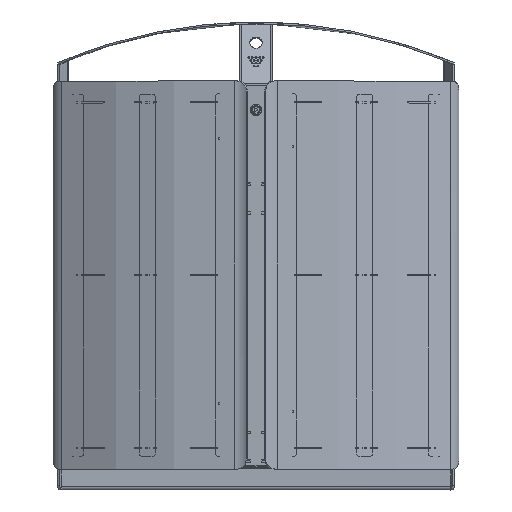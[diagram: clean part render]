
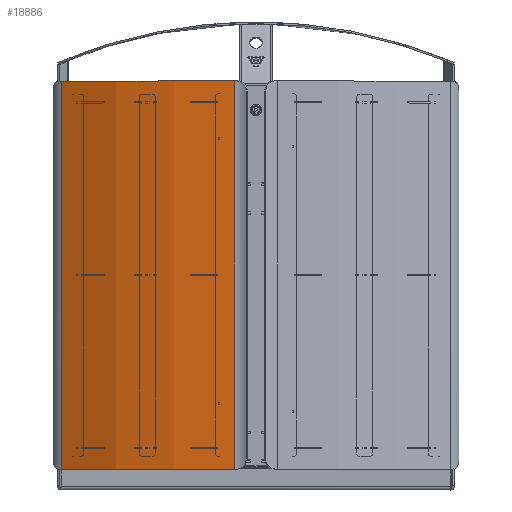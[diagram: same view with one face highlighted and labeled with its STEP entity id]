
A CAD part, top view. The second image highlights one B-rep face of the part: STEP entity #18886.
In plain terms, the highlighted cylindrical face has radius 908.797 mm (diameter 1817.59 mm), a partial arc.
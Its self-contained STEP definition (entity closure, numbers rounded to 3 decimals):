
#3853 = VERTEX_POINT ( 'NONE', #36100 ) ;
#3943 = ORIENTED_EDGE ( 'NONE', *, *, #48451, .F. ) ;
#3991 = CARTESIAN_POINT ( 'NONE',  ( 474.963, 1009., -105.762 ) ) ;
#4393 = ORIENTED_EDGE ( 'NONE', *, *, #76131, .T. ) ;
#5286 = VECTOR ( 'NONE', #35656, 1000. ) ;
#9045 = CARTESIAN_POINT ( 'NONE',  ( 47.734, 1009., -238.5 ) ) ;
#14531 = DIRECTION ( 'NONE',  ( 0., 0., -1. ) ) ;
#14849 = LINE ( 'NONE', #9045, #21936 ) ;
#18886 = ADVANCED_FACE ( 'NONE', ( #55809 ), #82908, .T. ) ;
#21869 = CARTESIAN_POINT ( 'NONE',  ( 474.963, 1009., -105.762 ) ) ;
#21936 = VECTOR ( 'NONE', #36202, 1000. ) ;
#21978 = CARTESIAN_POINT ( 'NONE',  ( 0., 1009., 669.042 ) ) ;
#22823 = CARTESIAN_POINT ( 'NONE',  ( 47.734, 55., -238.5 ) ) ;
#25018 = CIRCLE ( 'NONE', #33536, 908.797 ) ;
#26155 = CARTESIAN_POINT ( 'NONE',  ( 0., 1009., 669.042 ) ) ;
#26735 = AXIS2_PLACEMENT_3D ( 'NONE', #26155, #54189, #14531 ) ;
#29516 = CIRCLE ( 'NONE', #26735, 908.797 ) ;
#33536 = AXIS2_PLACEMENT_3D ( 'NONE', #78893, #58419, #85552 ) ;
#35656 = DIRECTION ( 'NONE',  ( 0., -1., 0. ) ) ;
#36100 = CARTESIAN_POINT ( 'NONE',  ( 474.963, 55., -105.762 ) ) ;
#36202 = DIRECTION ( 'NONE',  ( 0., -1., 0. ) ) ;
#45068 = CARTESIAN_POINT ( 'NONE',  ( 47.734, 1009., -238.5 ) ) ;
#48134 = LINE ( 'NONE', #21869, #5286 ) ;
#48451 = EDGE_CURVE ( 'NONE', #82194, #65059, #14849, .T. ) ;
#54189 = DIRECTION ( 'NONE',  ( 0., -1., 0. ) ) ;
#55809 = FACE_OUTER_BOUND ( 'NONE', #87114, .T. ) ;
#56046 = AXIS2_PLACEMENT_3D ( 'NONE', #21978, #69973, #62868 ) ;
#56161 = EDGE_CURVE ( 'NONE', #65059, #3853, #25018, .T. ) ;
#58419 = DIRECTION ( 'NONE',  ( 0., -1., 0. ) ) ;
#62868 = DIRECTION ( 'NONE',  ( 0., 0., -1. ) ) ;
#65059 = VERTEX_POINT ( 'NONE', #22823 ) ;
#67741 = ORIENTED_EDGE ( 'NONE', *, *, #76422, .T. ) ;
#69973 = DIRECTION ( 'NONE',  ( 0., -1., 0. ) ) ;
#71218 = VERTEX_POINT ( 'NONE', #3991 ) ;
#76131 = EDGE_CURVE ( 'NONE', #71218, #3853, #48134, .T. ) ;
#76422 = EDGE_CURVE ( 'NONE', #82194, #71218, #29516, .T. ) ;
#78893 = CARTESIAN_POINT ( 'NONE',  ( 0., 55., 669.042 ) ) ;
#82194 = VERTEX_POINT ( 'NONE', #45068 ) ;
#82908 = CYLINDRICAL_SURFACE ( 'NONE', #56046, 908.797 ) ;
#85361 = ORIENTED_EDGE ( 'NONE', *, *, #56161, .F. ) ;
#85552 = DIRECTION ( 'NONE',  ( 0., 0., -1. ) ) ;
#87114 = EDGE_LOOP ( 'NONE', ( #4393, #85361, #3943, #67741 ) ) ;
